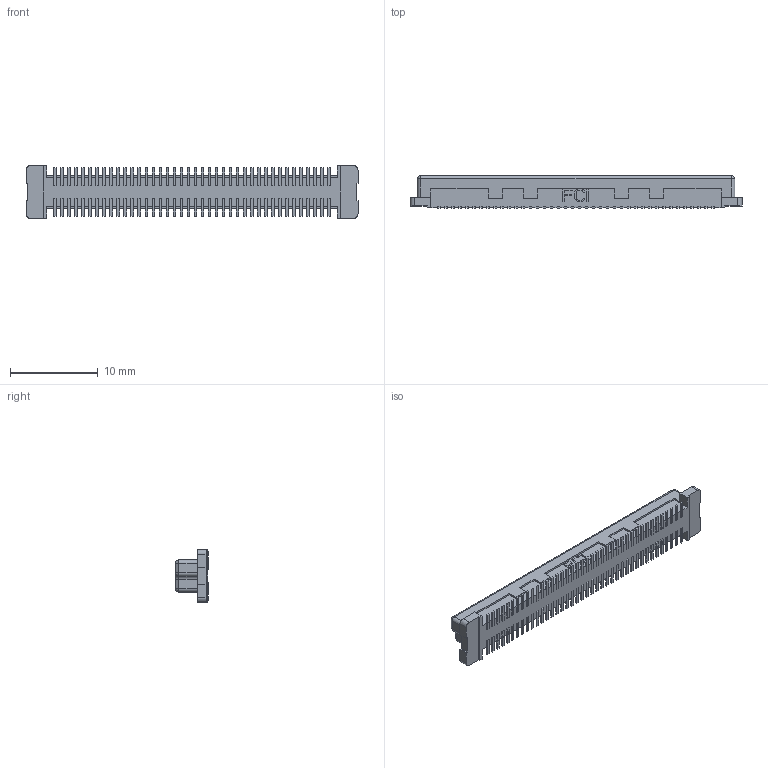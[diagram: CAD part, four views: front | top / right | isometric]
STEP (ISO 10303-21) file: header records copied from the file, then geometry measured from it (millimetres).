
FILE_DESCRIPTION(/* description */ ('STEP AP242','CAx-IF Rec.Pracs.---Representation and Presentation of Product Manufacturing Information (PMI)---4.0---2014-10-13','CAx-IF Rec.Pracs.---3D Tessellated Geometry---0.4---2014-09-14','2;1'),/* implementation_level */ '2;1');
FILE_NAME(/* name */ '659e1b37284b604322abbddd',/* time_stamp */ '2024-01-10T04:21:12Z',/* author */ (''),/* organization */ (''),/* preprocessor_version */ 'ST-DEVELOPER v19.4',/* originating_system */ ' ',/* authorisation */ ' ');
FILE_SCHEMA (('AP242_MANAGED_MODEL_BASED_3D_ENGINEERING_MIM_LF { 1 0 10303 442 1 1 4 }'));
Length unit declared in the file: metre
Products named in the file (1): 61082-081X0XXX
Bounding box: 37.8 x 3.7 x 6 mm (x, y, z)
Volume: 377.2 mm3; surface area: 849.8 mm2
Topology: 1 solids, 1 shells, 646 faces, 1905 edges, 1264 vertices
Faces by surface type: plane 622, cylinder 16, cone 8
Entity records: 21103 total; most frequent: CARTESIAN_POINT 3816, ORIENTED_EDGE 3810, DIRECTION 3235, EDGE_CURVE 1905, LINE 1869, VECTOR 1869, VERTEX_POINT 1264, AXIS2_PLACEMENT_3D 683
